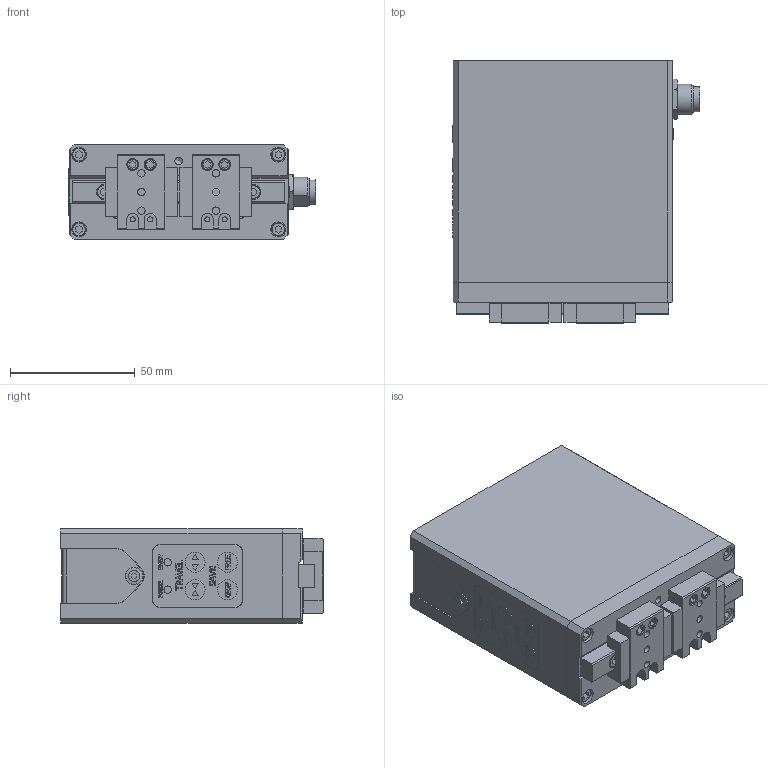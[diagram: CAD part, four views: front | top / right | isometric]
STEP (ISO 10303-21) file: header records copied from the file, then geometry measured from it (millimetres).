
FILE_DESCRIPTION(/* description */ (''),/* implementation_level */ '2;1');
FILE_NAME(/* name */ 'SEG-24 model.stp',/* time_stamp */ '2018-06-28T08:41:10+08:00',/* author */ ('hongbintsai'),/* organization */ (''),/* preprocessor_version */ 'ST-DEVELOPER v16.5',/* originating_system */ 'Autodesk Inventor 2017',/* authorisation */ '');
FILE_SCHEMA (('AUTOMOTIVE_DESIGN { 1 0 10303 214 3 1 1 }'));
Products named in the file (3): SEG-24 model; SEG-24 本體; SEG-24 滑塊
Assembly tree (3 placements, depth 2):
  SEG-24 model
    SEG-24 本體
    SEG-24 滑塊  x2
Bounding box: 99.3 x 105.5 x 38 mm (x, y, z)
Volume: 333734.1 mm3; surface area: 42842.5 mm2
Topology: 3 solids, 3 shells, 1501 faces, 3659 edges, 2428 vertices
Faces by surface type: plane 1005, bspline 324, cylinder 127, torus 27, cone 18
Full cylindrical faces by diameter (mm): 1.1 x6, 2.013 x4, 2.459 x8, 2.5 x4, 2.6 x4, 3 x9, 3.242 x2, 4.5 x4, 4.8 x4, 5 x2, 5.5 x12, 6 x8, 7 x2, 8 x5, 9 x1, 10 x1, 16 x1
Entity records: 49174 total; most frequent: CARTESIAN_POINT 17027, ORIENTED_EDGE 6670, DIRECTION 5489, EDGE_CURVE 3335, VERTEX_POINT 2269, LINE 2095, VECTOR 2095, EDGE_LOOP 1800
